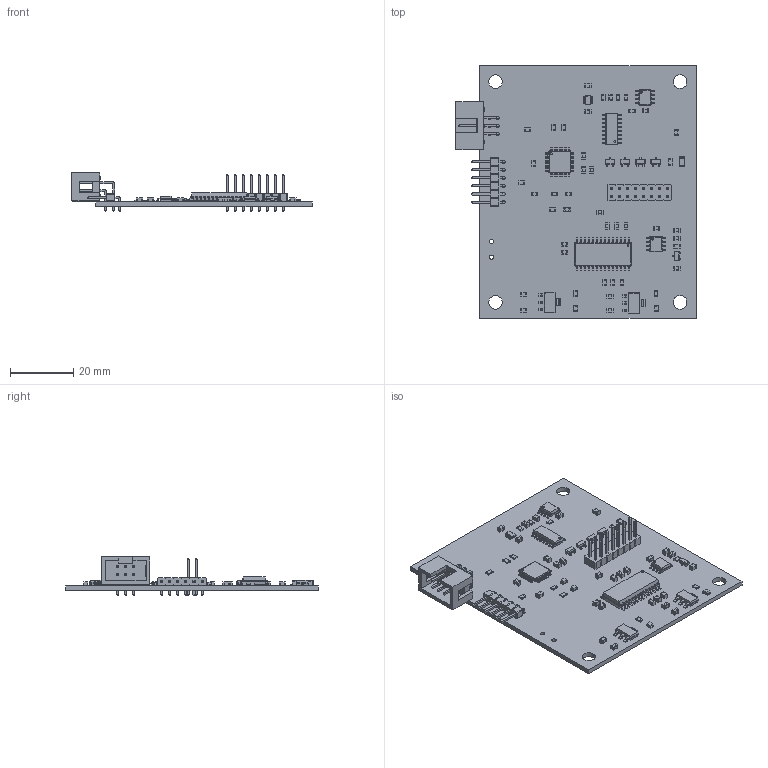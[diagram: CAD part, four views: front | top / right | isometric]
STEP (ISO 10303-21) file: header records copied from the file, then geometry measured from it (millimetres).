
FILE_DESCRIPTION(('KiCad electronic assembly'),'2;1');
FILE_NAME('led-photodiode-avr.step','2025-10-08T09:59:44',('Pcbnew'),( 'Kicad'),'Open CASCADE STEP processor 7.6','KiCad to STEP converter' ,'Unknown');
FILE_SCHEMA(('AUTOMOTIVE_DESIGN { 1 0 10303 214 1 1 1 1 }'));
Length unit declared in the file: millimetre
Products named in the file (19): led-photodiode-avr 1; L_0805_2012Metric; SC-59; C_0805_2012Metric; R_0805_2012Metric; SOIC-8_3.9x4.9mm_P1.27mm; PinHeader_1x06_P2.54mm_Horizontal; SOT-223; SOIC-28W_7.5x17.9mm_P1.27mm; SOT-23; SOIC-16_3.9x9.9mm_P1.27mm; LED_0805_2012Metric; optical-carrier; IDC-Header_2x03_P2.54mm_Horizontal; PinHeader_2x08_P2.54mm_Vertical; TSOT-23-8; TQFP-32_7x7mm_P0.8mm; R_1206_3216Metric; led-photodiode-avr_PCB
Assembly tree (64 placements, depth 2):
  led-photodiode-avr 1
    L_0805_2012Metric  x2
    SC-59  x4
    C_0805_2012Metric  x26
    R_0805_2012Metric  x13
    SOIC-8_3.9x4.9mm_P1.27mm  x2
    PinHeader_1x06_P2.54mm_Horizontal
    SOT-223  x2
    SOIC-28W_7.5x17.9mm_P1.27mm
    SOT-23
    SOIC-16_3.9x9.9mm_P1.27mm
    LED_0805_2012Metric  x4
    optical-carrier
    IDC-Header_2x03_P2.54mm_Horizontal
    PinHeader_2x08_P2.54mm_Vertical
    TSOT-23-8
    TQFP-32_7x7mm_P0.8mm
    R_1206_3216Metric
    led-photodiode-avr_PCB
Bounding box: 76.09 x 80.01 x 12.1 mm (x, y, z)
Volume: 9928.1 mm3; surface area: 15442 mm2
Topology: 63 solids, 63 shells, 4227 faces, 10991 edges, 7021 vertices
Faces by surface type: plane 3000, cylinder 1027, bspline 200
Full cylindrical faces by diameter (mm): 1 x34, 1.3 x2, 4.3 x4
Entity records: 79100 total; most frequent: CARTESIAN_POINT 14580, ORIENTED_EDGE 13587, DIRECTION 12717, EDGE_CURVE 6795, LINE 5555, VECTOR 5555, VERTEX_POINT 4292, AXIS2_PLACEMENT_3D 3581
